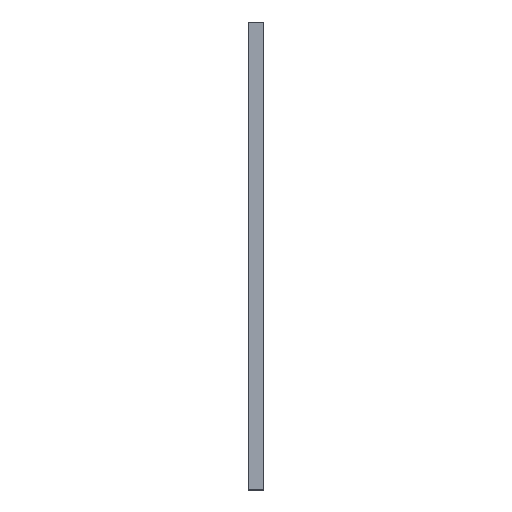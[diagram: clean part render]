
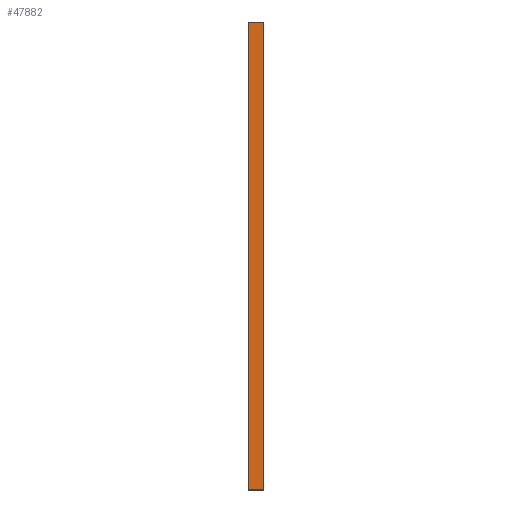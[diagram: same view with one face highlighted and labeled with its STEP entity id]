
A CAD part, front view. The second image highlights one B-rep face of the part: STEP entity #47882.
In plain terms, the highlighted planar face has unit normal (0, -1, 0).
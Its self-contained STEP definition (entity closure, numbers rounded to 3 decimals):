
#37619 = PLANE('',#37620);
#37620 = AXIS2_PLACEMENT_3D('',#37621,#37622,#37623);
#37621 = CARTESIAN_POINT('',(7.5,-15.45,0.05));
#37622 = DIRECTION('',(0.,0.707,0.707));
#37623 = DIRECTION('',(1.,0.,0.));
#37927 = PLANE('',#37928);
#37928 = AXIS2_PLACEMENT_3D('',#37929,#37930,#37931);
#37929 = CARTESIAN_POINT('',(7.5,-15.45,449.95));
#37930 = DIRECTION('',(0.,-0.707,
    0.707));
#37931 = DIRECTION('',(1.,0.,0.));
#38214 = PLANE('',#38215);
#38215 = AXIS2_PLACEMENT_3D('',#38216,#38217,#38218);
#38216 = CARTESIAN_POINT('',(-7.4,-15.4,0.));
#38217 = DIRECTION('',(-0.707,-0.707,
    0.));
#38218 = DIRECTION('',(0.,0.,1.));
#41667 = VERTEX_POINT('',#41668);
#41668 = CARTESIAN_POINT('',(7.4,-15.5,0.1));
#41689 = EDGE_CURVE('',#41667,#41690,#41692,.T.);
#41690 = VERTEX_POINT('',#41691);
#41691 = CARTESIAN_POINT('',(-7.3,-15.5,0.1));
#41692 = SURFACE_CURVE('',#41693,(#41697,#41704),.PCURVE_S1.);
#41693 = LINE('',#41694,#41695);
#41694 = CARTESIAN_POINT('',(7.5,-15.5,0.1));
#41695 = VECTOR('',#41696,1.);
#41696 = DIRECTION('',(-1.,0.,0.));
#41697 = PCURVE('',#37619,#41698);
#41698 = DEFINITIONAL_REPRESENTATION('',(#41699),#41703);
#41699 = LINE('',#41700,#41701);
#41700 = CARTESIAN_POINT('',(0.,-0.071));
#41701 = VECTOR('',#41702,1.);
#41702 = DIRECTION('',(-1.,0.));
#41703 = ( GEOMETRIC_REPRESENTATION_CONTEXT(2) 
PARAMETRIC_REPRESENTATION_CONTEXT() REPRESENTATION_CONTEXT('2D SPACE',''
  ) );
#41704 = PCURVE('',#41705,#41710);
#41705 = PLANE('',#41706);
#41706 = AXIS2_PLACEMENT_3D('',#41707,#41708,#41709);
#41707 = CARTESIAN_POINT('',(7.5,-15.5,0.));
#41708 = DIRECTION('',(0.,-1.,0.));
#41709 = DIRECTION('',(-1.,0.,0.));
#41710 = DEFINITIONAL_REPRESENTATION('',(#41711),#41715);
#41711 = LINE('',#41712,#41713);
#41712 = CARTESIAN_POINT('',(0.,-0.1));
#41713 = VECTOR('',#41714,1.);
#41714 = DIRECTION('',(1.,0.));
#41715 = ( GEOMETRIC_REPRESENTATION_CONTEXT(2) 
PARAMETRIC_REPRESENTATION_CONTEXT() REPRESENTATION_CONTEXT('2D SPACE',''
  ) );
#41982 = VERTEX_POINT('',#41983);
#41983 = CARTESIAN_POINT('',(7.4,-15.5,449.9));
#42004 = EDGE_CURVE('',#41982,#42005,#42007,.T.);
#42005 = VERTEX_POINT('',#42006);
#42006 = CARTESIAN_POINT('',(-7.3,-15.5,449.9));
#42007 = SURFACE_CURVE('',#42008,(#42012,#42019),.PCURVE_S1.);
#42008 = LINE('',#42009,#42010);
#42009 = CARTESIAN_POINT('',(7.5,-15.5,449.9));
#42010 = VECTOR('',#42011,1.);
#42011 = DIRECTION('',(-1.,0.,0.));
#42012 = PCURVE('',#37927,#42013);
#42013 = DEFINITIONAL_REPRESENTATION('',(#42014),#42018);
#42014 = LINE('',#42015,#42016);
#42015 = CARTESIAN_POINT('',(0.,-0.071));
#42016 = VECTOR('',#42017,1.);
#42017 = DIRECTION('',(-1.,0.));
#42018 = ( GEOMETRIC_REPRESENTATION_CONTEXT(2) 
PARAMETRIC_REPRESENTATION_CONTEXT() REPRESENTATION_CONTEXT('2D SPACE',''
  ) );
#42019 = PCURVE('',#41705,#42020);
#42020 = DEFINITIONAL_REPRESENTATION('',(#42021),#42025);
#42021 = LINE('',#42022,#42023);
#42022 = CARTESIAN_POINT('',(0.,-449.9));
#42023 = VECTOR('',#42024,1.);
#42024 = DIRECTION('',(1.,0.));
#42025 = ( GEOMETRIC_REPRESENTATION_CONTEXT(2) 
PARAMETRIC_REPRESENTATION_CONTEXT() REPRESENTATION_CONTEXT('2D SPACE',''
  ) );
#42161 = EDGE_CURVE('',#41690,#42005,#42162,.T.);
#42162 = SURFACE_CURVE('',#42163,(#42167,#42174),.PCURVE_S1.);
#42163 = LINE('',#42164,#42165);
#42164 = CARTESIAN_POINT('',(-7.3,-15.5,0.));
#42165 = VECTOR('',#42166,1.);
#42166 = DIRECTION('',(0.,0.,1.));
#42167 = PCURVE('',#38214,#42168);
#42168 = DEFINITIONAL_REPRESENTATION('',(#42169),#42173);
#42169 = LINE('',#42170,#42171);
#42170 = CARTESIAN_POINT('',(0.,-0.141));
#42171 = VECTOR('',#42172,1.);
#42172 = DIRECTION('',(1.,0.));
#42173 = ( GEOMETRIC_REPRESENTATION_CONTEXT(2) 
PARAMETRIC_REPRESENTATION_CONTEXT() REPRESENTATION_CONTEXT('2D SPACE',''
  ) );
#42174 = PCURVE('',#41705,#42175);
#42175 = DEFINITIONAL_REPRESENTATION('',(#42176),#42180);
#42176 = LINE('',#42177,#42178);
#42177 = CARTESIAN_POINT('',(14.8,0.));
#42178 = VECTOR('',#42179,1.);
#42179 = DIRECTION('',(0.,-1.));
#42180 = ( GEOMETRIC_REPRESENTATION_CONTEXT(2) 
PARAMETRIC_REPRESENTATION_CONTEXT() REPRESENTATION_CONTEXT('2D SPACE',''
  ) );
#47565 = PLANE('',#47566);
#47566 = AXIS2_PLACEMENT_3D('',#47567,#47568,#47569);
#47567 = CARTESIAN_POINT('',(7.45,-15.45,0.));
#47568 = DIRECTION('',(0.707,-0.707,0.));
#47569 = DIRECTION('',(0.,0.,1.));
#47882 = ADVANCED_FACE('',(#47883),#41705,.T.);
#47883 = FACE_BOUND('',#47884,.T.);
#47884 = EDGE_LOOP('',(#47885,#47906,#47907,#47908));
#47885 = ORIENTED_EDGE('',*,*,#47886,.T.);
#47886 = EDGE_CURVE('',#41667,#41982,#47887,.T.);
#47887 = SURFACE_CURVE('',#47888,(#47892,#47899),.PCURVE_S1.);
#47888 = LINE('',#47889,#47890);
#47889 = CARTESIAN_POINT('',(7.4,-15.5,0.));
#47890 = VECTOR('',#47891,1.);
#47891 = DIRECTION('',(0.,0.,1.));
#47892 = PCURVE('',#41705,#47893);
#47893 = DEFINITIONAL_REPRESENTATION('',(#47894),#47898);
#47894 = LINE('',#47895,#47896);
#47895 = CARTESIAN_POINT('',(0.1,0.));
#47896 = VECTOR('',#47897,1.);
#47897 = DIRECTION('',(0.,-1.));
#47898 = ( GEOMETRIC_REPRESENTATION_CONTEXT(2) 
PARAMETRIC_REPRESENTATION_CONTEXT() REPRESENTATION_CONTEXT('2D SPACE',''
  ) );
#47899 = PCURVE('',#47565,#47900);
#47900 = DEFINITIONAL_REPRESENTATION('',(#47901),#47905);
#47901 = LINE('',#47902,#47903);
#47902 = CARTESIAN_POINT('',(0.,0.071));
#47903 = VECTOR('',#47904,1.);
#47904 = DIRECTION('',(1.,0.));
#47905 = ( GEOMETRIC_REPRESENTATION_CONTEXT(2) 
PARAMETRIC_REPRESENTATION_CONTEXT() REPRESENTATION_CONTEXT('2D SPACE',''
  ) );
#47906 = ORIENTED_EDGE('',*,*,#42004,.T.);
#47907 = ORIENTED_EDGE('',*,*,#42161,.F.);
#47908 = ORIENTED_EDGE('',*,*,#41689,.F.);
